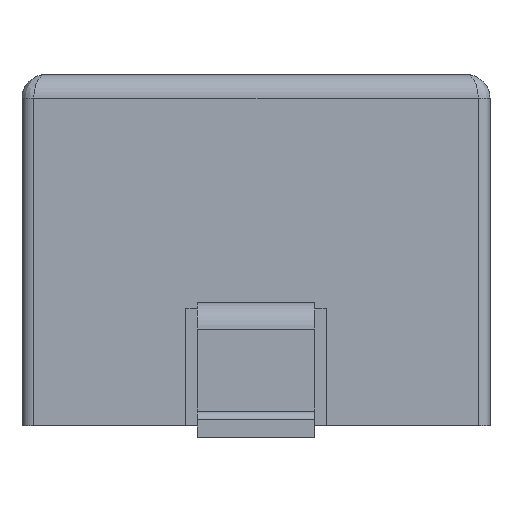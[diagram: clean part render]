
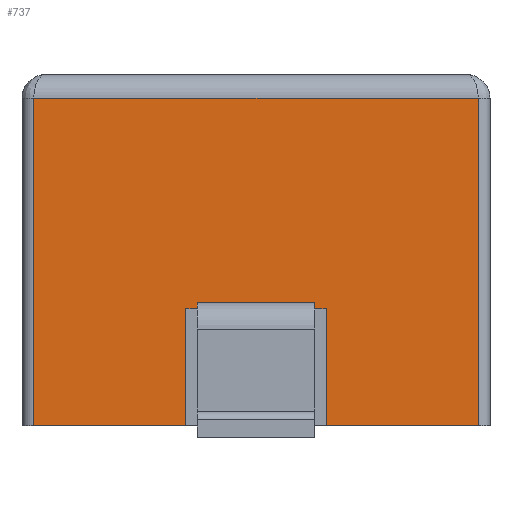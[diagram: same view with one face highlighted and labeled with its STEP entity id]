
A CAD part, left-side view. The second image highlights one B-rep face of the part: STEP entity #737.
In plain terms, the highlighted planar face has unit normal (-1, 0, 0).
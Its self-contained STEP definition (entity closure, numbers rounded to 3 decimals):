
#13=DIRECTION('',(0.,0.,1.));
#30=DIRECTION('',(0.,-1.,0.));
#37=VECTOR('',#38,1.);
#38=DIRECTION('',(0.,1.,0.));
#46=DIRECTION('',(1.,0.,0.));
#69=VECTOR('',#13,1.);
#294=VERTEX_POINT('',#295);
#295=CARTESIAN_POINT('',(-2.25,-1.9,0.11));
#302=VERTEX_POINT('',#303);
#303=CARTESIAN_POINT('',(-2.25,-1.9,2.91));
#307=ORIENTED_EDGE('',*,*,#308,.F.);
#308=EDGE_CURVE('',#294,#302,#309,.T.);
#309=LINE('',#295,#69);
#322=VECTOR('',#30,1.);
#331=VERTEX_POINT('',#332);
#332=CARTESIAN_POINT('',(-2.25,1.9,0.11));
#337=EDGE_CURVE('',#331,#338,#340,.T.);
#338=VERTEX_POINT('',#339);
#339=CARTESIAN_POINT('',(-2.25,0.6,0.11));
#340=LINE('',#341,#322);
#341=CARTESIAN_POINT('',(-2.25,2.,0.11));
#354=VERTEX_POINT('',#355);
#355=CARTESIAN_POINT('',(-2.25,-0.6,0.11));
#358=EDGE_CURVE('',#354,#294,#340,.T.);
#737=ADVANCED_FACE('',(#738),#786,.F.);
#738=FACE_BOUND('',#739,.F.);
#739=EDGE_LOOP('',(#740,#307,#746,#747,#752,#758,#764,#770,#776,#779,#782,#783));
#740=ORIENTED_EDGE('',*,*,#741,.T.);
#741=EDGE_CURVE('',#742,#302,#744,.T.);
#742=VERTEX_POINT('',#743);
#743=CARTESIAN_POINT('',(-2.25,1.9,2.91));
#744=LINE('',#745,#322);
#745=CARTESIAN_POINT('',(-2.25,2.,2.91));
#746=ORIENTED_EDGE('',*,*,#358,.F.);
#747=ORIENTED_EDGE('',*,*,#748,.T.);
#748=EDGE_CURVE('',#354,#749,#751,.T.);
#749=VERTEX_POINT('',#750);
#750=CARTESIAN_POINT('',(-2.25,-0.6,1.11));
#751=LINE('',#355,#69);
#752=ORIENTED_EDGE('',*,*,#753,.F.);
#753=EDGE_CURVE('',#754,#749,#756,.T.);
#754=VERTEX_POINT('',#755);
#755=CARTESIAN_POINT('',(-2.25,-0.5,1.11));
#756=LINE('',#757,#322);
#757=CARTESIAN_POINT('',(-2.25,0.6,1.11));
#758=ORIENTED_EDGE('',*,*,#759,.T.);
#759=EDGE_CURVE('',#754,#760,#762,.T.);
#760=VERTEX_POINT('',#761);
#761=CARTESIAN_POINT('',(-2.25,-0.5,1.16));
#762=LINE('',#763,#69);
#763=CARTESIAN_POINT('',(-2.25,-0.5,0.334));
#764=ORIENTED_EDGE('',*,*,#765,.T.);
#765=EDGE_CURVE('',#760,#766,#768,.T.);
#766=VERTEX_POINT('',#767);
#767=CARTESIAN_POINT('',(-2.25,0.5,1.16));
#768=LINE('',#769,#37);
#769=CARTESIAN_POINT('',(-2.25,0.75,1.16));
#770=ORIENTED_EDGE('',*,*,#771,.F.);
#771=EDGE_CURVE('',#772,#766,#774,.T.);
#772=VERTEX_POINT('',#773);
#773=CARTESIAN_POINT('',(-2.25,0.5,1.11));
#774=LINE('',#775,#69);
#775=CARTESIAN_POINT('',(-2.25,0.5,0.334));
#776=ORIENTED_EDGE('',*,*,#777,.F.);
#777=EDGE_CURVE('',#778,#772,#756,.T.);
#778=VERTEX_POINT('',#757);
#779=ORIENTED_EDGE('',*,*,#780,.F.);
#780=EDGE_CURVE('',#338,#778,#781,.T.);
#781=LINE('',#339,#69);
#782=ORIENTED_EDGE('',*,*,#337,.F.);
#783=ORIENTED_EDGE('',*,*,#784,.T.);
#784=EDGE_CURVE('',#331,#742,#785,.T.);
#785=LINE('',#332,#69);
#786=PLANE('',#787);
#787=AXIS2_PLACEMENT_3D('',#341,#46,#30);
